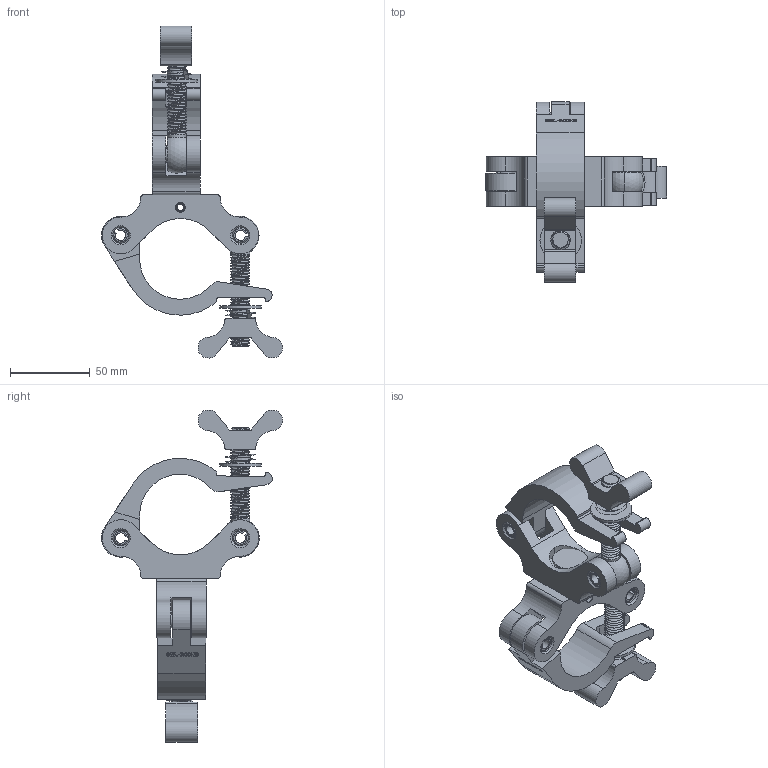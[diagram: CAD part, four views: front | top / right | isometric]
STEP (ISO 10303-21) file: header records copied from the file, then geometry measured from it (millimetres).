
FILE_DESCRIPTION(/* description */ (''),/* implementation_level */ '2;1');
FILE_NAME(/* name */ 'EVT50C-NSC.step',/* time_stamp */ '2024-01-24T15:50:39-08:00',/* author */ (''),/* organization */ (''),/* preprocessor_version */ 'ST-DEVELOPER v20',/* originating_system */ 'Autodesk Translation Framework v12.14.0.127',/* authorisation */ '');
FILE_SCHEMA (('AUTOMOTIVE_DESIGN { 1 0 10303 214 3 1 1 }'));
Length unit declared in the file: millimetre
Products named in the file (1): EVT50C-NSC
Bounding box: 113.48 x 113.47 x 208.1 mm (x, y, z)
Volume: 203582.3 mm3; surface area: 81660.2 mm2
Topology: 18 solids, 18 shells, 1004 faces, 2770 edges, 1820 vertices
Faces by surface type: plane 636, cylinder 248, cone 68, bspline 48, sphere 4
Entity records: 43828 total; most frequent: CARTESIAN_POINT 18757, ORIENTED_EDGE 5536, DIRECTION 4620, EDGE_CURVE 2768, LINE 2058, VECTOR 2058, VERTEX_POINT 1820, AXIS2_PLACEMENT_3D 1281
